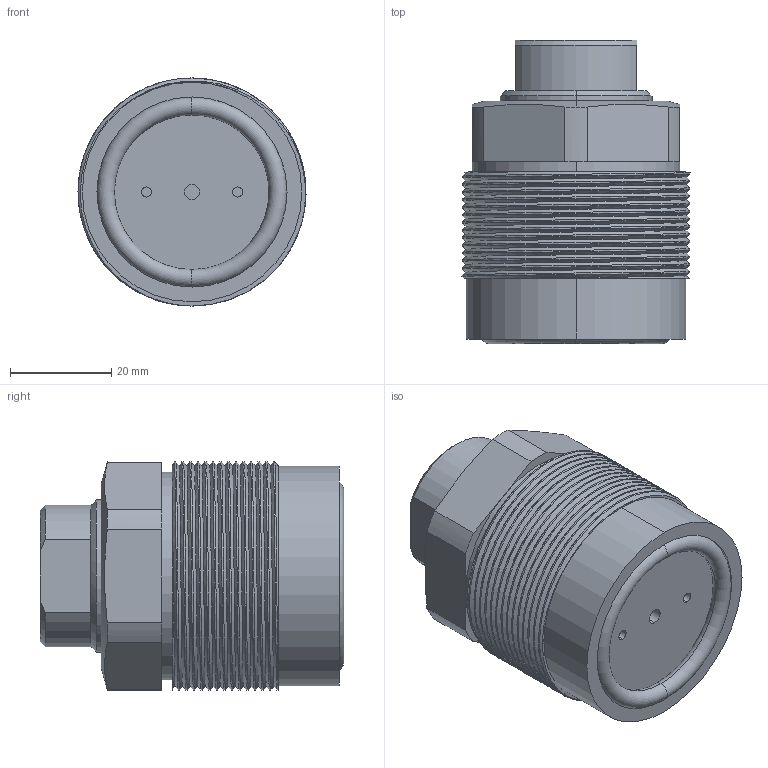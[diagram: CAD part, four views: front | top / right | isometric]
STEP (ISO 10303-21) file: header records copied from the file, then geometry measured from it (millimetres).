
FILE_DESCRIPTION (( 'STEP AP214' ), '1' );
FILE_NAME ('CTC-K045AS.STEP', '2018-10-30T03:18:42', ( '' ), ( '' ), 'SwSTEP 2.0', 'SolidWorks 2016', '' );
FILE_SCHEMA (( 'AUTOMOTIVE_DESIGN' ));
Length unit declared in the file: millimetre
Products named in the file (4): CTC-K045AS; CTC-K045(O); CTC-K045AS(HSG); CTC-K045RS(BT)
Assembly tree (3 placements, depth 2):
  CTC-K045AS
    CTC-K045RS(BT)
    CTC-K045AS(HSG)
    CTC-K045(O)
Bounding box: 44.99 x 59.87 x 45 mm (x, y, z)
Volume: 63498.4 mm3; surface area: 25439.3 mm2
Topology: 3 solids, 3 shells, 104 faces, 261 edges, 166 vertices
Faces by surface type: cylinder 62, plane 26, cone 9, torus 4, bspline 3
Entity records: 6141 total; most frequent: CARTESIAN_POINT 3614, ORIENTED_EDGE 518, DIRECTION 488, EDGE_CURVE 259, AXIS2_PLACEMENT_3D 198, VERTEX_POINT 166, EDGE_LOOP 117, FACE_OUTER_BOUND 104
